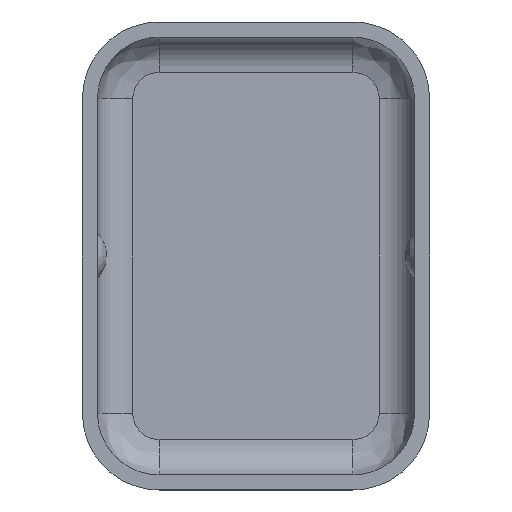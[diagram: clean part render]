
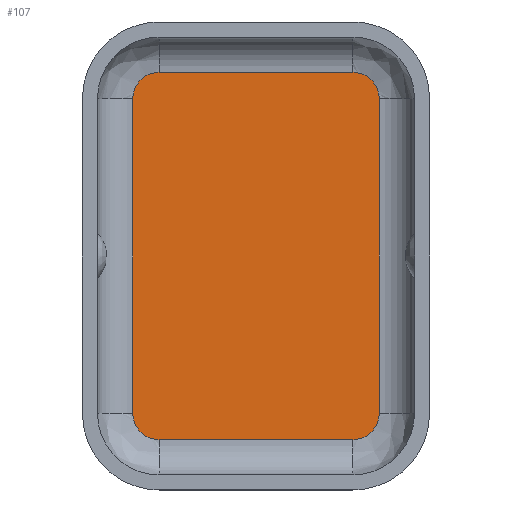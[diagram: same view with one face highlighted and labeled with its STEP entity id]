
A CAD part, front view. The second image highlights one B-rep face of the part: STEP entity #107.
In plain terms, the highlighted planar face has unit normal (0, -1, 0).
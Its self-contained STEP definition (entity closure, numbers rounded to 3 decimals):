
#107 = ADVANCED_FACE( 'NONE', ( #236 ), #237, .T. );
#236 = FACE_OUTER_BOUND( '', #571, .T. );
#237 = PLANE( '', #572 );
#571 = EDGE_LOOP( '', ( #913, #914, #915, #916, #917, #918, #919, #920 ) );
#572 = AXIS2_PLACEMENT_3D( '', #921, #922, #923 );
#913 = ORIENTED_EDGE( '', *, *, #1099, .F. );
#914 = ORIENTED_EDGE( '', *, *, #1117, .F. );
#915 = ORIENTED_EDGE( '', *, *, #1160, .F. );
#916 = ORIENTED_EDGE( '', *, *, #1161, .F. );
#917 = ORIENTED_EDGE( '', *, *, #1133, .F. );
#918 = ORIENTED_EDGE( '', *, *, #1138, .F. );
#919 = ORIENTED_EDGE( '', *, *, #1143, .F. );
#920 = ORIENTED_EDGE( '', *, *, #1150, .F. );
#921 = CARTESIAN_POINT( '', ( -1.925, -0.3, -3.15 ) );
#922 = DIRECTION( '', ( 0., -1., 0. ) );
#923 = DIRECTION( '', ( 0., 0., -1. ) );
#1099 = EDGE_CURVE( '', #1247, #1250, #1251, .F. );
#1117 = EDGE_CURVE( '', #1276, #1247, #1279, .T. );
#1133 = EDGE_CURVE( '', #1300, #1297, #1302, .F. );
#1138 = EDGE_CURVE( '', #1306, #1300, #1308, .F. );
#1143 = EDGE_CURVE( '', #1313, #1306, #1315, .F. );
#1150 = EDGE_CURVE( '', #1250, #1313, #1326, .T. );
#1160 = EDGE_CURVE( '', #1338, #1276, #1339, .F. );
#1161 = EDGE_CURVE( '', #1297, #1338, #1340, .F. );
#1247 = VERTEX_POINT( '', #1442 );
#1250 = VERTEX_POINT( '', #1445 );
#1251 = CIRCLE( '', #1446, 0.525 );
#1276 = VERTEX_POINT( '', #1475 );
#1279 = LINE( '', #1478, #1479 );
#1297 = VERTEX_POINT( '', #1502 );
#1300 = VERTEX_POINT( '', #1505 );
#1302 = CIRCLE( '', #1507, 0.525 );
#1306 = VERTEX_POINT( '', #1512 );
#1308 = LINE( '', #1514, #1515 );
#1313 = VERTEX_POINT( '', #1520 );
#1315 = CIRCLE( '', #1522, 0.525 );
#1326 = LINE( '', #1535, #1536 );
#1338 = VERTEX_POINT( '', #1552 );
#1339 = CIRCLE( '', #1553, 0.525 );
#1340 = LINE( '', #1554, #1555 );
#1442 = CARTESIAN_POINT( '', ( 1.925, -0.3, 3.65 ) );
#1445 = CARTESIAN_POINT( '', ( 2.45, -0.3, 3.125 ) );
#1446 = AXIS2_PLACEMENT_3D( '', #1663, #1664, #1665 );
#1475 = CARTESIAN_POINT( '', ( -1.925, -0.3, 3.65 ) );
#1478 = CARTESIAN_POINT( '', ( -1.925, -0.3, 3.65 ) );
#1479 = VECTOR( '', #1697, 1000. );
#1502 = CARTESIAN_POINT( '', ( -2.45, -0.3, -3.125 ) );
#1505 = CARTESIAN_POINT( '', ( -1.925, -0.3, -3.65 ) );
#1507 = AXIS2_PLACEMENT_3D( '', #1721, #1722, #1723 );
#1512 = CARTESIAN_POINT( '', ( 1.925, -0.3, -3.65 ) );
#1514 = CARTESIAN_POINT( '', ( -1.925, -0.3, -3.65 ) );
#1515 = VECTOR( '', #1728, 1000. );
#1520 = CARTESIAN_POINT( '', ( 2.45, -0.3, -3.125 ) );
#1522 = AXIS2_PLACEMENT_3D( '', #1735, #1736, #1737 );
#1535 = CARTESIAN_POINT( '', ( 2.45, -0.3, -3.15 ) );
#1536 = VECTOR( '', #1746, 1000. );
#1552 = CARTESIAN_POINT( '', ( -2.45, -0.3, 3.125 ) );
#1553 = AXIS2_PLACEMENT_3D( '', #1754, #1755, #1756 );
#1554 = CARTESIAN_POINT( '', ( -2.45, -0.3, -3.15 ) );
#1555 = VECTOR( '', #1757, 1000. );
#1663 = CARTESIAN_POINT( '', ( 1.925, -0.3, 3.125 ) );
#1664 = DIRECTION( '', ( 0., -1., 0. ) );
#1665 = DIRECTION( '', ( 0., 0., -1. ) );
#1697 = DIRECTION( '', ( 1., 0., 0. ) );
#1721 = CARTESIAN_POINT( '', ( -1.925, -0.3, -3.125 ) );
#1722 = DIRECTION( '', ( 0., -1., 0. ) );
#1723 = DIRECTION( '', ( 0., 0., -1. ) );
#1728 = DIRECTION( '', ( 1., 0., 0. ) );
#1735 = CARTESIAN_POINT( '', ( 1.925, -0.3, -3.125 ) );
#1736 = DIRECTION( '', ( 0., -1., 0. ) );
#1737 = DIRECTION( '', ( 0., 0., -1. ) );
#1746 = DIRECTION( '', ( 0., 0., -1. ) );
#1754 = CARTESIAN_POINT( '', ( -1.925, -0.3, 3.125 ) );
#1755 = DIRECTION( '', ( 0., -1., 0. ) );
#1756 = DIRECTION( '', ( 0., 0., -1. ) );
#1757 = DIRECTION( '', ( 0., 0., -1. ) );
